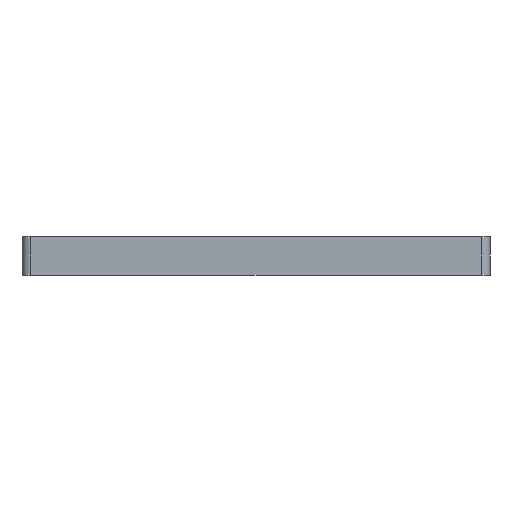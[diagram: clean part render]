
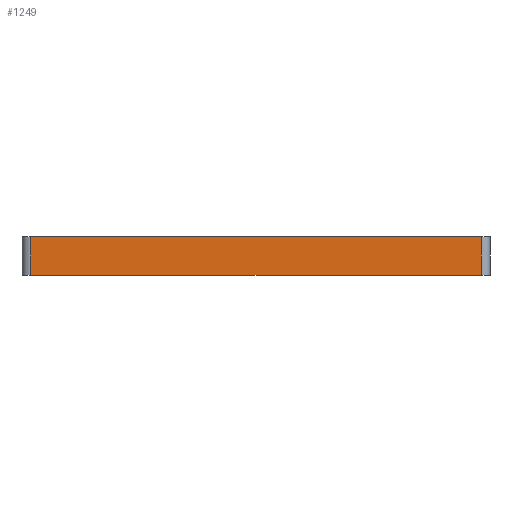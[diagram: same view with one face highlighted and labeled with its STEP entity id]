
A CAD part, front view. The second image highlights one B-rep face of the part: STEP entity #1249.
In plain terms, the highlighted planar face has unit normal (0, -1, 0).
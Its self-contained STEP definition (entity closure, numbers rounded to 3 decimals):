
#144=ORIENTED_EDGE('',*,*,#510,.T.);
#145=ORIENTED_EDGE('',*,*,#511,.T.);
#146=ORIENTED_EDGE('',*,*,#512,.F.);
#147=ORIENTED_EDGE('',*,*,#513,.T.);
#510=EDGE_CURVE('',#692,#693,#798,.T.);
#511=EDGE_CURVE('',#693,#694,#799,.T.);
#512=EDGE_CURVE('',#695,#694,#800,.T.);
#513=EDGE_CURVE('',#695,#692,#801,.F.);
#692=VERTEX_POINT('',#1937);
#693=VERTEX_POINT('',#1938);
#694=VERTEX_POINT('',#1940);
#695=VERTEX_POINT('',#1942);
#798=LINE('',#1936,#942);
#799=LINE('',#1939,#943);
#800=LINE('',#1941,#944);
#801=LINE('',#1943,#945);
#942=VECTOR('',#1532,1000.);
#943=VECTOR('',#1533,1000.);
#944=VECTOR('',#1534,1000.);
#945=VECTOR('',#1535,1000.);
#1050=EDGE_LOOP('',(#144,#145,#146,#147));
#1126=FACE_BOUND('',#1050,.T.);
#1198=PLANE('',#1349);
#1249=ADVANCED_FACE('',(#1126),#1198,.T.);
#1349=AXIS2_PLACEMENT_3D('',#1935,#1530,#1531);
#1530=DIRECTION('',(0.,-1.,0.));
#1531=DIRECTION('',(1.,0.,0.));
#1532=DIRECTION('',(1.,0.,0.));
#1533=DIRECTION('',(0.,0.,1.));
#1534=DIRECTION('',(1.,0.,0.));
#1535=DIRECTION('',(0.,0.,1.));
#1935=CARTESIAN_POINT('',(-80.,-100.,-3.));
#1936=CARTESIAN_POINT('',(-80.,-100.,-3.));
#1937=CARTESIAN_POINT('',(-77.,-100.,-3.));
#1938=CARTESIAN_POINT('',(77.,-100.,-3.));
#1939=CARTESIAN_POINT('',(77.,-100.,-3.));
#1940=CARTESIAN_POINT('',(77.,-100.,10.));
#1941=CARTESIAN_POINT('',(-80.,-100.,10.));
#1942=CARTESIAN_POINT('',(-77.,-100.,10.));
#1943=CARTESIAN_POINT('',(-77.,-100.,-3.));
